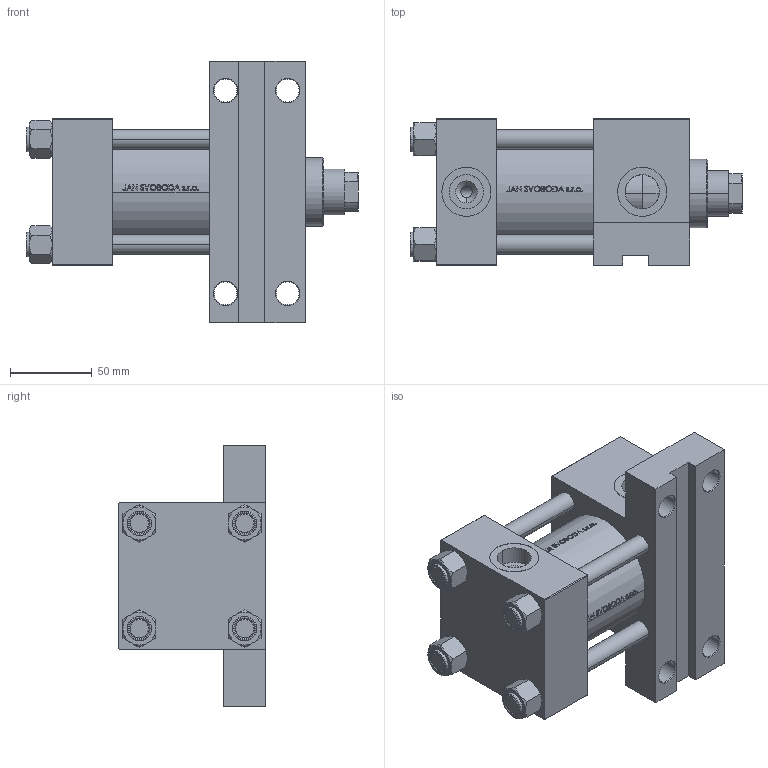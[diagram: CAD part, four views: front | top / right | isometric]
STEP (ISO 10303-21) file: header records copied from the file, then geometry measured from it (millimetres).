
FILE_DESCRIPTION (( 'STEP AP203' ), '1' );
FILE_NAME ('1141.STEP', '2024-10-31T07:10:23', ( '' ), ( '' ), 'SwSTEP 2.0', 'SolidWorks 2019', '' );
FILE_SCHEMA (( 'CONFIG_CONTROL_DESIGN' ));
Length unit declared in the file: millimetre
Products named in the file (6): 1141; NUT_M5_F d7d329822f9bd1243c5755951058c5b6; V215CR_F_TYCINKA d7d329822f9bd1243c5755951058c5b6; V215CR_F_Body d7d329822f9bd1243c5755951058c5b6; V215_VC_A d7d329822f9bd1243c5755951058c5b6; V215CR_VCP_F d7d329822f9bd1243c5755951058c5b6
Assembly tree (11 placements, depth 2):
  1141
    V215CR_F_Body d7d329822f9bd1243c5755951058c5b6
    V215CR_VCP_F d7d329822f9bd1243c5755951058c5b6
    V215CR_F_TYCINKA d7d329822f9bd1243c5755951058c5b6  x4
    NUT_M5_F d7d329822f9bd1243c5755951058c5b6  x4
    V215_VC_A d7d329822f9bd1243c5755951058c5b6
Bounding box: 203 x 90 x 160 mm (x, y, z)
Volume: 1029528.1 mm3; surface area: 193786.7 mm2
Topology: 11 solids, 11 shells, 1103 faces, 2726 edges, 1761 vertices
Faces by surface type: plane 437, bspline 380, cone 152, cylinder 126, torus 8
Entity records: 47593 total; most frequent: CARTESIAN_POINT 25896, ORIENTED_EDGE 4944, DIRECTION 3106, EDGE_CURVE 2472, VERTEX_POINT 1617, VECTOR 1278, LINE 1278, EDGE_LOOP 1119
